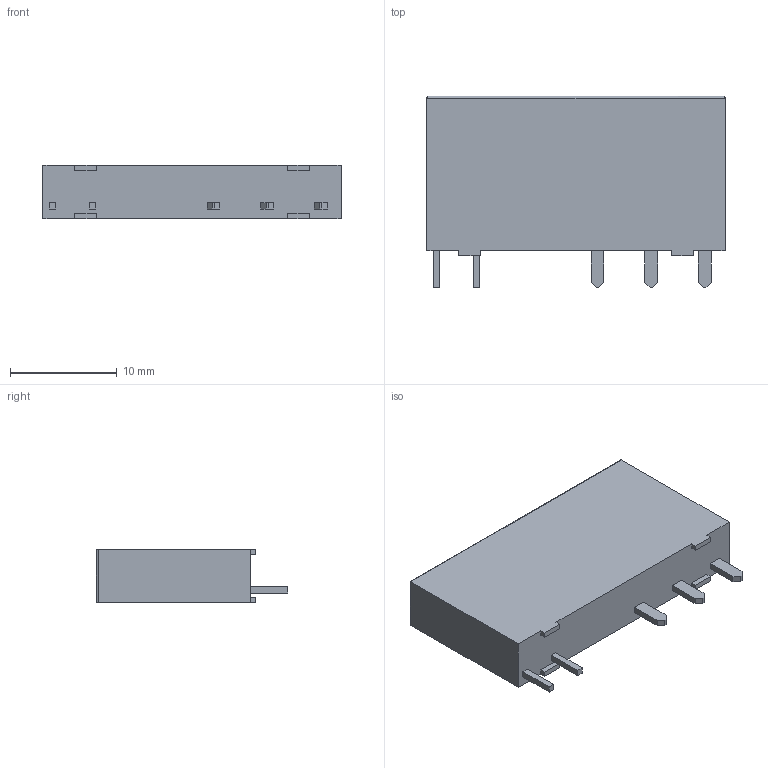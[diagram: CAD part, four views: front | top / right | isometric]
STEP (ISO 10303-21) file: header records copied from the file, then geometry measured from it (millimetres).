
FILE_DESCRIPTION (( 'STEP AP214' ), '1' );
FILE_NAME ('V23092_tyco_relay2.STEP', '2019-03-28T15:35:18', ( '' ), ( '' ), 'SwSTEP 2.0', 'SolidWorks 2018', '' );
FILE_SCHEMA (( 'AUTOMOTIVE_DESIGN' ));
Length unit declared in the file: millimetre
Products named in the file (1): V23092_tyco_relay2
Bounding box: 28 x 18 x 5 mm (x, y, z)
Volume: 2041.1 mm3; surface area: 1293.4 mm2
Topology: 1 solids, 1 shells, 57 faces, 146 edges, 96 vertices
Faces by surface type: plane 53, cylinder 4
Entity records: 2030 total; most frequent: CARTESIAN_POINT 312, ORIENTED_EDGE 292, DIRECTION 258, EDGE_CURVE 146, LINE 142, VECTOR 142, VERTEX_POINT 96, EDGE_LOOP 62
